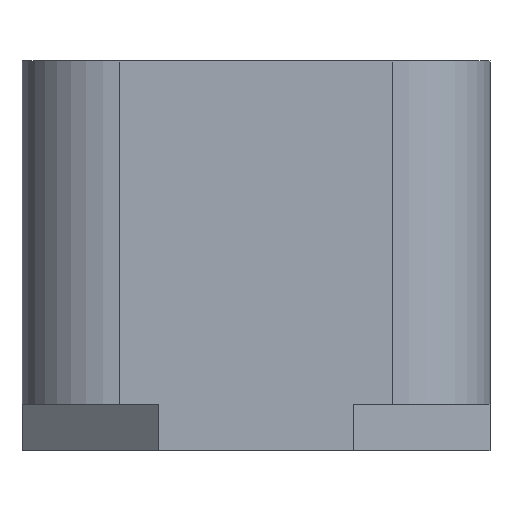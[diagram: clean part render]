
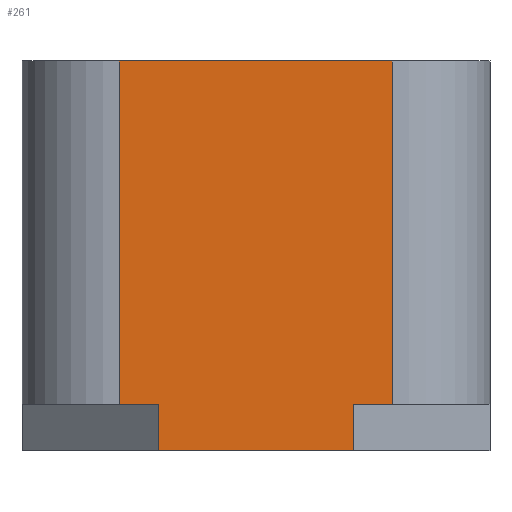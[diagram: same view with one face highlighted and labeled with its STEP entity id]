
A CAD part, front view. The second image highlights one B-rep face of the part: STEP entity #261.
In plain terms, the highlighted planar face has unit normal (0, -1, 0).
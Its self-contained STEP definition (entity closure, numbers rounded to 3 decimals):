
#24 = VERTEX_POINT('',#25);
#25 = CARTESIAN_POINT('',(-2.5,-6.,0.));
#64 = VERTEX_POINT('',#65);
#65 = CARTESIAN_POINT('',(-2.5,-6.,1.2));
#71 = EDGE_CURVE('',#24,#64,#72,.T.);
#72 = LINE('',#73,#74);
#73 = CARTESIAN_POINT('',(-2.5,-6.,0.));
#74 = VECTOR('',#75,1.);
#75 = DIRECTION('',(0.,0.,1.));
#94 = EDGE_CURVE('',#24,#95,#97,.T.);
#95 = VERTEX_POINT('',#96);
#96 = CARTESIAN_POINT('',(2.5,-6.,0.));
#97 = LINE('',#98,#99);
#98 = CARTESIAN_POINT('',(-6.,-6.,0.));
#99 = VECTOR('',#100,1.);
#100 = DIRECTION('',(1.,0.,0.));
#261 = ADVANCED_FACE('',(#262),#312,.F.);
#262 = FACE_BOUND('',#263,.F.);
#263 = EDGE_LOOP('',(#264,#265,#266,#274,#282,#290,#298,#306));
#264 = ORIENTED_EDGE('',*,*,#94,.F.);
#265 = ORIENTED_EDGE('',*,*,#71,.T.);
#266 = ORIENTED_EDGE('',*,*,#267,.F.);
#267 = EDGE_CURVE('',#268,#64,#270,.T.);
#268 = VERTEX_POINT('',#269);
#269 = CARTESIAN_POINT('',(-3.5,-6.,1.2));
#270 = LINE('',#271,#272);
#271 = CARTESIAN_POINT('',(-6.,-6.,1.2));
#272 = VECTOR('',#273,1.);
#273 = DIRECTION('',(1.,0.,0.));
#274 = ORIENTED_EDGE('',*,*,#275,.T.);
#275 = EDGE_CURVE('',#268,#276,#278,.T.);
#276 = VERTEX_POINT('',#277);
#277 = CARTESIAN_POINT('',(-3.5,-6.,10.));
#278 = LINE('',#279,#280);
#279 = CARTESIAN_POINT('',(-3.5,-6.,1.2));
#280 = VECTOR('',#281,1.);
#281 = DIRECTION('',(0.,0.,1.));
#282 = ORIENTED_EDGE('',*,*,#283,.T.);
#283 = EDGE_CURVE('',#276,#284,#286,.T.);
#284 = VERTEX_POINT('',#285);
#285 = CARTESIAN_POINT('',(3.5,-6.,10.));
#286 = LINE('',#287,#288);
#287 = CARTESIAN_POINT('',(-6.,-6.,10.));
#288 = VECTOR('',#289,1.);
#289 = DIRECTION('',(1.,0.,0.));
#290 = ORIENTED_EDGE('',*,*,#291,.F.);
#291 = EDGE_CURVE('',#292,#284,#294,.T.);
#292 = VERTEX_POINT('',#293);
#293 = CARTESIAN_POINT('',(3.5,-6.,1.2));
#294 = LINE('',#295,#296);
#295 = CARTESIAN_POINT('',(3.5,-6.,1.2));
#296 = VECTOR('',#297,1.);
#297 = DIRECTION('',(0.,0.,1.));
#298 = ORIENTED_EDGE('',*,*,#299,.F.);
#299 = EDGE_CURVE('',#300,#292,#302,.T.);
#300 = VERTEX_POINT('',#301);
#301 = CARTESIAN_POINT('',(2.5,-6.,1.2));
#302 = LINE('',#303,#304);
#303 = CARTESIAN_POINT('',(-6.,-6.,1.2));
#304 = VECTOR('',#305,1.);
#305 = DIRECTION('',(1.,0.,0.));
#306 = ORIENTED_EDGE('',*,*,#307,.F.);
#307 = EDGE_CURVE('',#95,#300,#308,.T.);
#308 = LINE('',#309,#310);
#309 = CARTESIAN_POINT('',(2.5,-6.,0.));
#310 = VECTOR('',#311,1.);
#311 = DIRECTION('',(0.,0.,1.));
#312 = PLANE('',#313);
#313 = AXIS2_PLACEMENT_3D('',#314,#315,#316);
#314 = CARTESIAN_POINT('',(-6.,-6.,0.));
#315 = DIRECTION('',(0.,1.,0.));
#316 = DIRECTION('',(0.,0.,1.));
